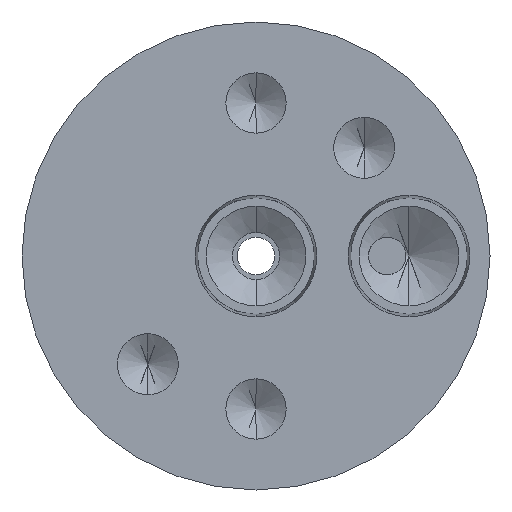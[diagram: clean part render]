
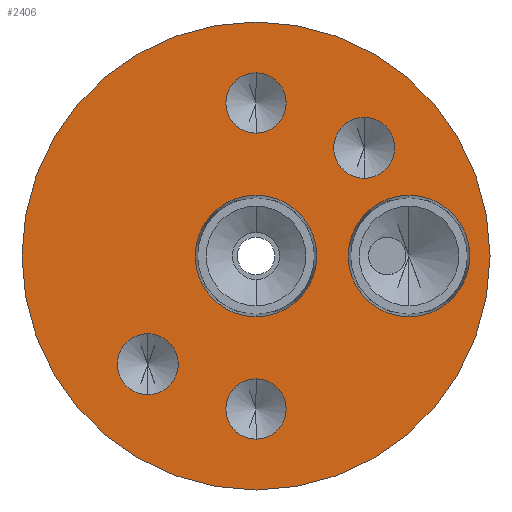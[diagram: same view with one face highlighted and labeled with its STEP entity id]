
A CAD part, front view. The second image highlights one B-rep face of the part: STEP entity #2406.
In plain terms, the highlighted planar face has unit normal (0, -1, 0).
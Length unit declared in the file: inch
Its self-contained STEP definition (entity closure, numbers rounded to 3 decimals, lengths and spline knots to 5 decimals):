
#24 = EDGE_CURVE ( 'NONE', #1136, #1935, #708, .T. ) ;
#26 = AXIS2_PLACEMENT_3D ( 'NONE', #2151, #1577, #2545 ) ;
#32 = AXIS2_PLACEMENT_3D ( 'NONE', #4295, #1268, #2617 ) ;
#62 = VERTEX_POINT ( 'NONE', #83 ) ;
#65 = DIRECTION ( 'NONE',  ( 0., 0., 1. ) ) ;
#83 = CARTESIAN_POINT ( 'NONE',  ( 0., -0.625, 0.6105 ) ) ;
#105 = AXIS2_PLACEMENT_3D ( 'NONE', #3683, #3258, #1290 ) ;
#120 = FACE_BOUND ( 'NONE', #1675, .T. ) ;
#182 = CARTESIAN_POINT ( 'NONE',  ( -0.36062, -0.625, -0.25906 ) ) ;
#275 = VERTEX_POINT ( 'NONE', #1539 ) ;
#344 = ORIENTED_EDGE ( 'NONE', *, *, #2739, .F. ) ;
#346 = CIRCLE ( 'NONE', #4015, 0.10156 ) ;
#360 = EDGE_CURVE ( 'NONE', #275, #1847, #346, .T. ) ;
#404 = AXIS2_PLACEMENT_3D ( 'NONE', #2423, #3760, #735 ) ;
#584 = CARTESIAN_POINT ( 'NONE',  ( 0.51, -0.625, 0.2025 ) ) ;
#622 = CARTESIAN_POINT ( 'NONE',  ( 0.36062, -0.625, 0.36062 ) ) ;
#631 = VERTEX_POINT ( 'NONE', #4069 ) ;
#708 = CIRCLE ( 'NONE', #1836, 0.2025 ) ;
#735 = DIRECTION ( 'NONE',  ( 0., 0., -1. ) ) ;
#766 = CIRCLE ( 'NONE', #2105, 0.1005 ) ;
#807 = CARTESIAN_POINT ( 'NONE',  ( 0., -0.625, 0.51 ) ) ;
#809 = CIRCLE ( 'NONE', #2764, 0.1005 ) ;
#812 = DIRECTION ( 'NONE',  ( 0., 0., -1. ) ) ;
#816 = ORIENTED_EDGE ( 'NONE', *, *, #867, .F. ) ;
#855 = CARTESIAN_POINT ( 'NONE',  ( 0.51, -0.625, 0. ) ) ;
#867 = EDGE_CURVE ( 'NONE', #3699, #1639, #1719, .T. ) ;
#916 = DIRECTION ( 'NONE',  ( 0., -1., 0. ) ) ;
#1024 = EDGE_CURVE ( 'NONE', #631, #62, #809, .T. ) ;
#1032 = CIRCLE ( 'NONE', #4328, 0.2025 ) ;
#1104 = VERTEX_POINT ( 'NONE', #2627 ) ;
#1114 = CIRCLE ( 'NONE', #2857, 0.10156 ) ;
#1136 = VERTEX_POINT ( 'NONE', #2146 ) ;
#1154 = CARTESIAN_POINT ( 'NONE',  ( 0., -0.625, 0. ) ) ;
#1157 = CARTESIAN_POINT ( 'NONE',  ( 0., -0.625, -0.4095 ) ) ;
#1177 = ORIENTED_EDGE ( 'NONE', *, *, #1753, .F. ) ;
#1188 = CARTESIAN_POINT ( 'NONE',  ( 0.36062, -0.625, 0.25906 ) ) ;
#1228 = FACE_BOUND ( 'NONE', #3419, .T. ) ;
#1268 = DIRECTION ( 'NONE',  ( 0., -1., 0. ) ) ;
#1290 = DIRECTION ( 'NONE',  ( 0., 0., -1. ) ) ;
#1539 = CARTESIAN_POINT ( 'NONE',  ( 0.36062, -0.625, 0.46219 ) ) ;
#1550 = EDGE_LOOP ( 'NONE', ( #3993, #344 ) ) ;
#1577 = DIRECTION ( 'NONE',  ( 0., -1., 0. ) ) ;
#1584 = CARTESIAN_POINT ( 'NONE',  ( -0.36062, -0.625, -0.46219 ) ) ;
#1585 = CARTESIAN_POINT ( 'NONE',  ( 0., -0.625, -0.78 ) ) ;
#1605 = CIRCLE ( 'NONE', #4271, 0.78 ) ;
#1639 = VERTEX_POINT ( 'NONE', #182 ) ;
#1663 = AXIS2_PLACEMENT_3D ( 'NONE', #2359, #3849, #812 ) ;
#1675 = EDGE_LOOP ( 'NONE', ( #3464, #1958 ) ) ;
#1719 = CIRCLE ( 'NONE', #3900, 0.10156 ) ;
#1745 = CIRCLE ( 'NONE', #105, 0.2025 ) ;
#1753 = EDGE_CURVE ( 'NONE', #1935, #1136, #3913, .T. ) ;
#1754 = CIRCLE ( 'NONE', #3015, 0.78 ) ;
#1758 = DIRECTION ( 'NONE',  ( 0., -1., 0. ) ) ;
#1773 = EDGE_CURVE ( 'NONE', #1969, #2800, #1032, .T. ) ;
#1836 = AXIS2_PLACEMENT_3D ( 'NONE', #1154, #2140, #1848 ) ;
#1847 = VERTEX_POINT ( 'NONE', #1188 ) ;
#1848 = DIRECTION ( 'NONE',  ( 0., 0., -1. ) ) ;
#1852 = DIRECTION ( 'NONE',  ( 0., 0., 1. ) ) ;
#1879 = FACE_BOUND ( 'NONE', #1550, .T. ) ;
#1935 = VERTEX_POINT ( 'NONE', #3196 ) ;
#1942 = VERTEX_POINT ( 'NONE', #1157 ) ;
#1958 = ORIENTED_EDGE ( 'NONE', *, *, #2843, .F. ) ;
#1969 = VERTEX_POINT ( 'NONE', #2635 ) ;
#2080 = CARTESIAN_POINT ( 'NONE',  ( 0., -0.625, 0.51 ) ) ;
#2105 = AXIS2_PLACEMENT_3D ( 'NONE', #3135, #2802, #4147 ) ;
#2122 = ORIENTED_EDGE ( 'NONE', *, *, #3445, .F. ) ;
#2140 = DIRECTION ( 'NONE',  ( 0., -1., 0. ) ) ;
#2146 = CARTESIAN_POINT ( 'NONE',  ( 0., -0.625, 0.2025 ) ) ;
#2148 = DIRECTION ( 'NONE',  ( 0., -1., 0. ) ) ;
#2151 = CARTESIAN_POINT ( 'NONE',  ( -0.78, -0.625, 0. ) ) ;
#2218 = DIRECTION ( 'NONE',  ( 0., 0., -1. ) ) ;
#2256 = ORIENTED_EDGE ( 'NONE', *, *, #360, .F. ) ;
#2271 = VERTEX_POINT ( 'NONE', #1585 ) ;
#2274 = ORIENTED_EDGE ( 'NONE', *, *, #3252, .F. ) ;
#2307 = CIRCLE ( 'NONE', #32, 0.1005 ) ;
#2309 = CARTESIAN_POINT ( 'NONE',  ( -0.36062, -0.625, -0.36062 ) ) ;
#2315 = ORIENTED_EDGE ( 'NONE', *, *, #1024, .F. ) ;
#2359 = CARTESIAN_POINT ( 'NONE',  ( 0., -0.625, 0. ) ) ;
#2406 = ADVANCED_FACE ( 'NONE', ( #1228, #2562, #120, #3497, #1879, #3545, #2580 ), #2891, .T. ) ;
#2418 = CARTESIAN_POINT ( 'NONE',  ( 0., -0.625, 0. ) ) ;
#2423 = CARTESIAN_POINT ( 'NONE',  ( -0.36062, -0.625, -0.36062 ) ) ;
#2495 = EDGE_CURVE ( 'NONE', #1847, #275, #1114, .T. ) ;
#2545 = DIRECTION ( 'NONE',  ( 0., 0., -1. ) ) ;
#2562 = FACE_BOUND ( 'NONE', #3778, .T. ) ;
#2580 = FACE_OUTER_BOUND ( 'NONE', #2642, .T. ) ;
#2617 = DIRECTION ( 'NONE',  ( 0., 0., -1. ) ) ;
#2623 = DIRECTION ( 'NONE',  ( 0., 0., -1. ) ) ;
#2627 = CARTESIAN_POINT ( 'NONE',  ( 0., -0.625, -0.6105 ) ) ;
#2635 = CARTESIAN_POINT ( 'NONE',  ( 0.51, -0.625, -0.2025 ) ) ;
#2642 = EDGE_LOOP ( 'NONE', ( #2821, #4013 ) ) ;
#2669 = EDGE_CURVE ( 'NONE', #3853, #2271, #1605, .T. ) ;
#2694 = CARTESIAN_POINT ( 'NONE',  ( 0.36062, -0.625, 0.36062 ) ) ;
#2739 = EDGE_CURVE ( 'NONE', #1942, #1104, #2307, .T. ) ;
#2764 = AXIS2_PLACEMENT_3D ( 'NONE', #2080, #1758, #3092 ) ;
#2800 = VERTEX_POINT ( 'NONE', #584 ) ;
#2802 = DIRECTION ( 'NONE',  ( 0., -1., 0. ) ) ;
#2821 = ORIENTED_EDGE ( 'NONE', *, *, #2669, .F. ) ;
#2843 = EDGE_CURVE ( 'NONE', #2800, #1969, #1745, .T. ) ;
#2857 = AXIS2_PLACEMENT_3D ( 'NONE', #622, #916, #2623 ) ;
#2891 = PLANE ( 'NONE',  #26 ) ;
#2958 = ORIENTED_EDGE ( 'NONE', *, *, #24, .F. ) ;
#2972 = EDGE_LOOP ( 'NONE', ( #1177, #2958 ) ) ;
#3015 = AXIS2_PLACEMENT_3D ( 'NONE', #2418, #3040, #65 ) ;
#3024 = DIRECTION ( 'NONE',  ( 0., 0., -1. ) ) ;
#3040 = DIRECTION ( 'NONE',  ( 0., 1., 0. ) ) ;
#3047 = DIRECTION ( 'NONE',  ( 0., 0., -1. ) ) ;
#3092 = DIRECTION ( 'NONE',  ( 0., 0., -1. ) ) ;
#3135 = CARTESIAN_POINT ( 'NONE',  ( 0., -0.625, -0.51 ) ) ;
#3196 = CARTESIAN_POINT ( 'NONE',  ( 0., -0.625, -0.2025 ) ) ;
#3230 = AXIS2_PLACEMENT_3D ( 'NONE', #807, #2148, #3495 ) ;
#3252 = EDGE_CURVE ( 'NONE', #1639, #3699, #3988, .T. ) ;
#3258 = DIRECTION ( 'NONE',  ( 0., -1., 0. ) ) ;
#3339 = DIRECTION ( 'NONE',  ( 0., -1., 0. ) ) ;
#3372 = ORIENTED_EDGE ( 'NONE', *, *, #2495, .F. ) ;
#3416 = EDGE_CURVE ( 'NONE', #1104, #1942, #766, .T. ) ;
#3419 = EDGE_LOOP ( 'NONE', ( #3372, #2256 ) ) ;
#3445 = EDGE_CURVE ( 'NONE', #62, #631, #3922, .T. ) ;
#3464 = ORIENTED_EDGE ( 'NONE', *, *, #1773, .F. ) ;
#3495 = DIRECTION ( 'NONE',  ( 0., 0., -1. ) ) ;
#3497 = FACE_BOUND ( 'NONE', #3815, .T. ) ;
#3545 = FACE_BOUND ( 'NONE', #2972, .T. ) ;
#3559 = DIRECTION ( 'NONE',  ( 0., 1., 0. ) ) ;
#3674 = DIRECTION ( 'NONE',  ( 0., -1., 0. ) ) ;
#3683 = CARTESIAN_POINT ( 'NONE',  ( 0.51, -0.625, 0. ) ) ;
#3699 = VERTEX_POINT ( 'NONE', #1584 ) ;
#3760 = DIRECTION ( 'NONE',  ( 0., -1., 0. ) ) ;
#3778 = EDGE_LOOP ( 'NONE', ( #816, #2274 ) ) ;
#3815 = EDGE_LOOP ( 'NONE', ( #2315, #2122 ) ) ;
#3849 = DIRECTION ( 'NONE',  ( 0., -1., 0. ) ) ;
#3853 = VERTEX_POINT ( 'NONE', #4128 ) ;
#3900 = AXIS2_PLACEMENT_3D ( 'NONE', #2309, #3339, #3047 ) ;
#3912 = DIRECTION ( 'NONE',  ( 0., -1., 0. ) ) ;
#3913 = CIRCLE ( 'NONE', #1663, 0.2025 ) ;
#3922 = CIRCLE ( 'NONE', #3230, 0.1005 ) ;
#3988 = CIRCLE ( 'NONE', #404, 0.10156 ) ;
#3993 = ORIENTED_EDGE ( 'NONE', *, *, #3416, .F. ) ;
#4013 = ORIENTED_EDGE ( 'NONE', *, *, #4237, .F. ) ;
#4015 = AXIS2_PLACEMENT_3D ( 'NONE', #2694, #3674, #3024 ) ;
#4069 = CARTESIAN_POINT ( 'NONE',  ( 0., -0.625, 0.4095 ) ) ;
#4128 = CARTESIAN_POINT ( 'NONE',  ( 0., -0.625, 0.78 ) ) ;
#4142 = CARTESIAN_POINT ( 'NONE',  ( 0., -0.625, 0. ) ) ;
#4147 = DIRECTION ( 'NONE',  ( 0., 0., -1. ) ) ;
#4237 = EDGE_CURVE ( 'NONE', #2271, #3853, #1754, .T. ) ;
#4271 = AXIS2_PLACEMENT_3D ( 'NONE', #4142, #3559, #1852 ) ;
#4295 = CARTESIAN_POINT ( 'NONE',  ( 0., -0.625, -0.51 ) ) ;
#4328 = AXIS2_PLACEMENT_3D ( 'NONE', #855, #3912, #2218 ) ;
